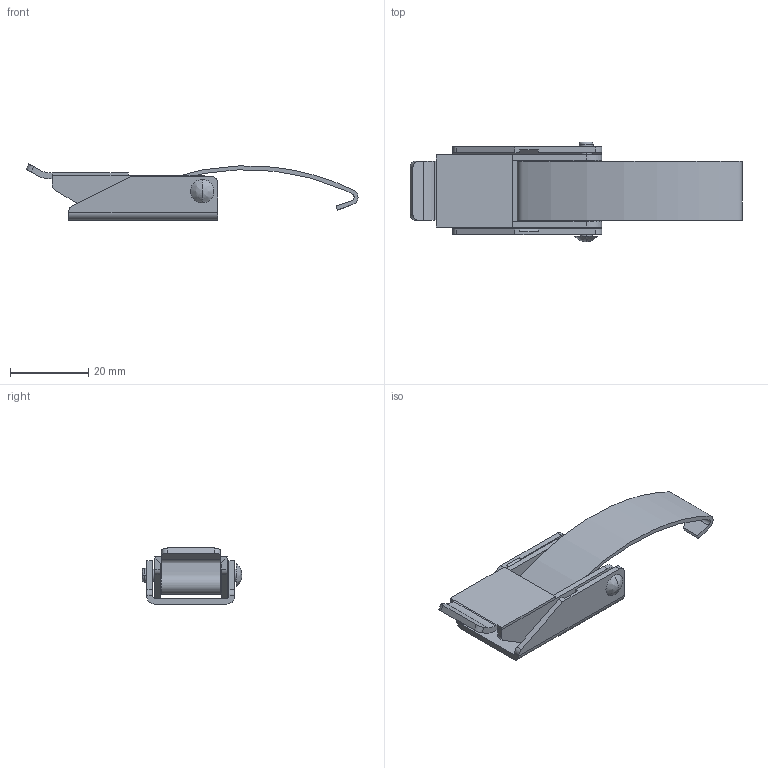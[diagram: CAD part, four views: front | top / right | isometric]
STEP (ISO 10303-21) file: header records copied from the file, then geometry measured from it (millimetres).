
FILE_DESCRIPTION(/* description */ (''),/* implementation_level */ '2;1');
FILE_NAME(/* name */ 'DK520',/* time_stamp */ '2024-10-22T09:56:40+08:00',/* author */ (''),/* organization */ (''),/* preprocessor_version */ 'ST-DEVELOPER v19.2',/* originating_system */ 'Rhino 8.5',/* authorisation */ '');
FILE_SCHEMA (('CONFIG_CONTROL_DESIGN'));
Length unit declared in the file: millimetre
Products named in the file (1): Document
Bounding box: 84.76 x 25.46 x 14.32 mm (x, y, z)
Volume: 5172.2 mm3; surface area: 8464.1 mm2
Topology: 5 solids, 5 shells, 117 faces, 297 edges, 191 vertices
Faces by surface type: plane 61, cylinder 45, bspline 11
Entity records: 3807 total; most frequent: CARTESIAN_POINT 1270, ORIENTED_EDGE 590, DIRECTION 317, EDGE_CURVE 295, AXIS2_PLACEMENT_3D 211, VERTEX_POINT 191, B_SPLINE_CURVE_WITH_KNOTS 137, EDGE_LOOP 136
